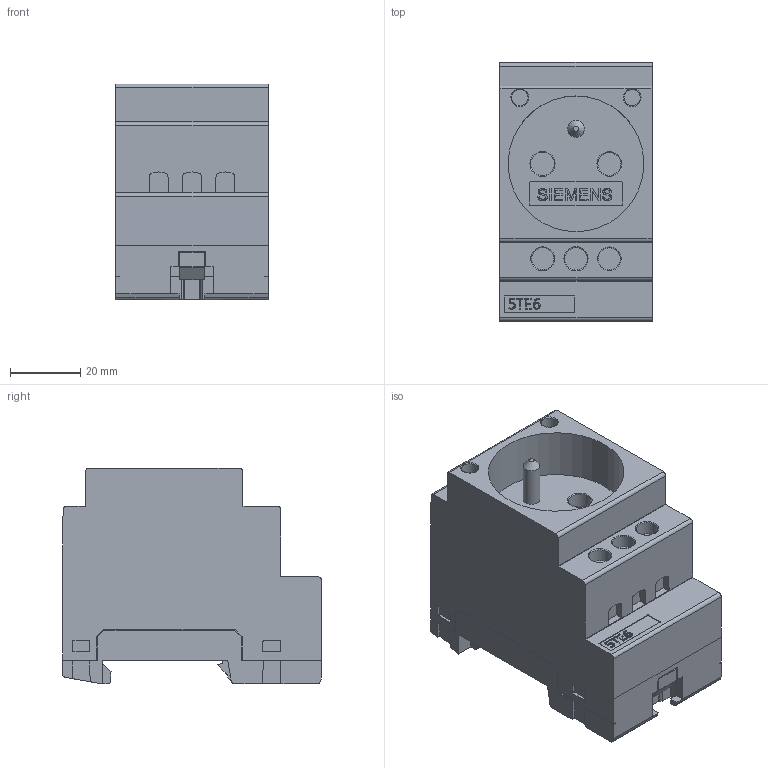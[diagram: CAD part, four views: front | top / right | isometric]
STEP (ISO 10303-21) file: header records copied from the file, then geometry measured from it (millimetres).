
FILE_DESCRIPTION(/* description */ (''),/* implementation_level */ '2;1');
FILE_NAME(/* name */ '5TE6803_v.stp',/* time_stamp */ '2023-03-29T15:34:50+02:00',/* author */ ('"(c) Siemens AG Smart Infrastructure"'),/* organization */ ('"(c) Siemens AG - Smart Infrastructure - EP"'),/* preprocessor_version */ 'ST-DEVELOPER v18.101',/* originating_system */ 'SIEMENS PLM Software NX 2008',/* authorisation */ '"Transmittal reproduction, dissemination and/or editing of this document as well as utilization of its contents and communication thereof to others without express authorization is prohibited. Offenders will be held liable for payment of damages. All rights created by patent grant or registration of a utility model or design patent are reserved."');
FILE_SCHEMA (('AUTOMOTIVE_DESIGN { 1 0 10303 214 3 1 1 1 }'));
Length unit declared in the file: millimetre
Products named in the file (1): model3
Bounding box: 43.4 x 73.9 x 61.6 mm (x, y, z)
Volume: 133139.7 mm3; surface area: 27000.7 mm2
Topology: 1 solids, 1 shells, 605 faces, 1735 edges, 1151 vertices
Faces by surface type: plane 382, cylinder 190, extrusion 22, torus 7, bspline 3, cone 1
Full cylindrical faces by diameter (mm): 4.628 x1, 4.654 x1, 4.8 x1, 6.278 x1, 6.313 x1, 6.375 x1, 6.517 x1, 6.684 x1, 38.703 x1
Entity records: 25362 total; most frequent: CARTESIAN_POINT 5099, ORIENTED_EDGE 3430, DIRECTION 3215, EDGE_CURVE 1715, VECTOR 1241, LINE 1219, VERTEX_POINT 1146, AXIS2_PLACEMENT_3D 987
